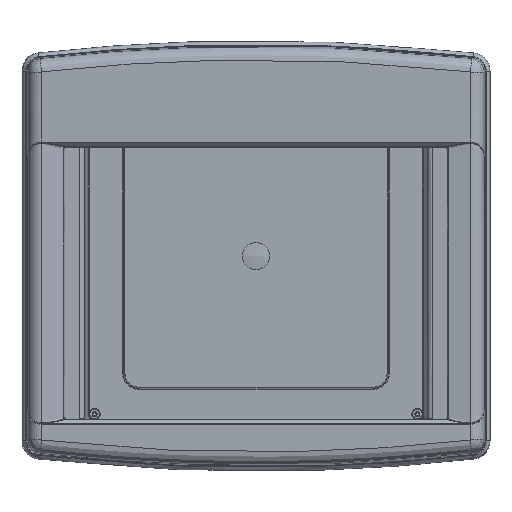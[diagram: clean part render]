
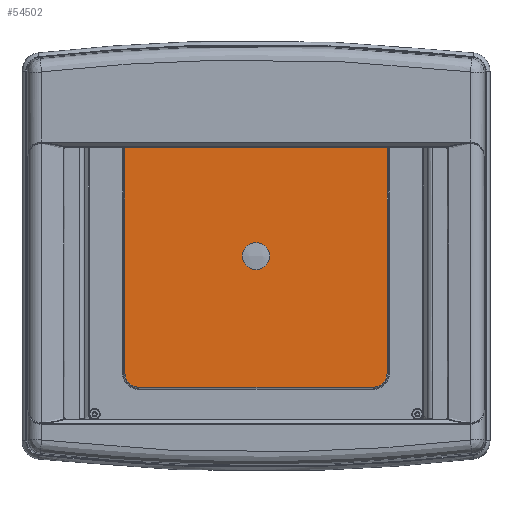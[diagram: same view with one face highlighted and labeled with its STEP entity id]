
A CAD part, top view. The second image highlights one B-rep face of the part: STEP entity #54502.
In plain terms, the highlighted planar face has unit normal (0, 0, 1).
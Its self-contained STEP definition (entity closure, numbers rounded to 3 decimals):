
#218 = AXIS2_PLACEMENT_3D ( 'NONE', #83451, #104655, #125816 ) ;
#1670 = CARTESIAN_POINT ( 'NONE',  ( 69., -77.104, -38. ) ) ;
#2625 = DIRECTION ( 'NONE',  ( 1., 0., 0. ) ) ;
#4491 = AXIS2_PLACEMENT_3D ( 'NONE', #99017, #75126, #128038 ) ;
#4697 = EDGE_CURVE ( 'NONE', #55780, #54961, #103566, .T. ) ;
#5512 = AXIS2_PLACEMENT_3D ( 'NONE', #26241, #69269, #15626 ) ;
#12487 = LINE ( 'NONE', #78045, #106277 ) ;
#15626 = DIRECTION ( 'NONE',  ( -1., 0., 0. ) ) ;
#17287 = CARTESIAN_POINT ( 'NONE',  ( -8., 0., -38. ) ) ;
#18696 = VECTOR ( 'NONE', #77782, 1000. ) ;
#19799 = ORIENTED_EDGE ( 'NONE', *, *, #4697, .F. ) ;
#22330 = LINE ( 'NONE', #88584, #97055 ) ;
#22882 = FACE_OUTER_BOUND ( 'NONE', #103793, .T. ) ;
#24061 = EDGE_CURVE ( 'NONE', #30293, #34618, #67280, .T. ) ;
#26241 = CARTESIAN_POINT ( 'NONE',  ( 0., 0., -38. ) ) ;
#28910 = CARTESIAN_POINT ( 'NONE',  ( 77.104, -69., -38. ) ) ;
#30293 = VERTEX_POINT ( 'NONE', #1670 ) ;
#34171 = CIRCLE ( 'NONE', #38694, 8.104 ) ;
#34618 = VERTEX_POINT ( 'NONE', #52650 ) ;
#38694 = AXIS2_PLACEMENT_3D ( 'NONE', #110515, #54857, #55541 ) ;
#40248 = CARTESIAN_POINT ( 'NONE',  ( 69., -69., -38. ) ) ;
#41006 = ORIENTED_EDGE ( 'NONE', *, *, #67140, .F. ) ;
#43358 = EDGE_CURVE ( 'NONE', #122227, #45198, #22330, .T. ) ;
#45198 = VERTEX_POINT ( 'NONE', #28910 ) ;
#46534 = AXIS2_PLACEMENT_3D ( 'NONE', #40248, #62116, #51541 ) ;
#50483 = VERTEX_POINT ( 'NONE', #17287 ) ;
#51030 = ORIENTED_EDGE ( 'NONE', *, *, #24061, .F. ) ;
#51541 = DIRECTION ( 'NONE',  ( 1., 0., 0. ) ) ;
#52650 = CARTESIAN_POINT ( 'NONE',  ( -69., -77.104, -38. ) ) ;
#53289 = FACE_BOUND ( 'NONE', #59254, .T. ) ;
#54068 = ORIENTED_EDGE ( 'NONE', *, *, #43358, .F. ) ;
#54103 = DIRECTION ( 'NONE',  ( 0., -1., 0. ) ) ;
#54502 = ADVANCED_FACE ( 'NONE', ( #53289, #22882 ), #85677, .T. ) ;
#54857 = DIRECTION ( 'NONE',  ( 0., 0., -1. ) ) ;
#54961 = VERTEX_POINT ( 'NONE', #107270 ) ;
#55541 = DIRECTION ( 'NONE',  ( 1., 0., 0. ) ) ;
#55780 = VERTEX_POINT ( 'NONE', #80633 ) ;
#59254 = EDGE_LOOP ( 'NONE', ( #85756 ) ) ;
#59991 = CIRCLE ( 'NONE', #46534, 8.104 ) ;
#61765 = EDGE_CURVE ( 'NONE', #45198, #30293, #59991, .T. ) ;
#62116 = DIRECTION ( 'NONE',  ( 0., 0., -1. ) ) ;
#65623 = EDGE_CURVE ( 'NONE', #50483, #50483, #113694, .T. ) ;
#66522 = LINE ( 'NONE', #87647, #18696 ) ;
#67140 = EDGE_CURVE ( 'NONE', #34618, #70159, #34171, .T. ) ;
#67280 = LINE ( 'NONE', #132851, #120064 ) ;
#69269 = DIRECTION ( 'NONE',  ( 0., 0., -1. ) ) ;
#70159 = VERTEX_POINT ( 'NONE', #94685 ) ;
#75126 = DIRECTION ( 'NONE',  ( 0., 0., 1. ) ) ;
#75557 = VERTEX_POINT ( 'NONE', #111759 ) ;
#77782 = DIRECTION ( 'NONE',  ( 1., 0., 0. ) ) ;
#78045 = CARTESIAN_POINT ( 'NONE',  ( -77.104, 0., -38. ) ) ;
#80633 = CARTESIAN_POINT ( 'NONE',  ( -77.104, 69., -38. ) ) ;
#83451 = CARTESIAN_POINT ( 'NONE',  ( 69., 69., -38. ) ) ;
#85677 = PLANE ( 'NONE',  #4491 ) ;
#85756 = ORIENTED_EDGE ( 'NONE', *, *, #65623, .T. ) ;
#87647 = CARTESIAN_POINT ( 'NONE',  ( 0., 77.104, -38. ) ) ;
#88584 = CARTESIAN_POINT ( 'NONE',  ( 77.104, 0., -38. ) ) ;
#92353 = CARTESIAN_POINT ( 'NONE',  ( 77.104, 69., -38. ) ) ;
#94685 = CARTESIAN_POINT ( 'NONE',  ( -77.104, -69., -38. ) ) ;
#94848 = ORIENTED_EDGE ( 'NONE', *, *, #105258, .F. ) ;
#97055 = VECTOR ( 'NONE', #54103, 1000. ) ;
#99017 = CARTESIAN_POINT ( 'NONE',  ( -90.174, -90.174, -38. ) ) ;
#99251 = DIRECTION ( 'NONE',  ( 0., 0., -1. ) ) ;
#100527 = ORIENTED_EDGE ( 'NONE', *, *, #107835, .F. ) ;
#103566 = CIRCLE ( 'NONE', #112653, 8.104 ) ;
#103793 = EDGE_LOOP ( 'NONE', ( #54068, #94848, #103945, #19799, #100527, #41006, #51030, #120196 ) ) ;
#103945 = ORIENTED_EDGE ( 'NONE', *, *, #120549, .F. ) ;
#104655 = DIRECTION ( 'NONE',  ( 0., 0., -1. ) ) ;
#105258 = EDGE_CURVE ( 'NONE', #75557, #122227, #112787, .T. ) ;
#106277 = VECTOR ( 'NONE', #119018, 1000. ) ;
#107270 = CARTESIAN_POINT ( 'NONE',  ( -69., 77.104, -38. ) ) ;
#107835 = EDGE_CURVE ( 'NONE', #70159, #55780, #12487, .T. ) ;
#109873 = CARTESIAN_POINT ( 'NONE',  ( -69., 69., -38. ) ) ;
#110306 = DIRECTION ( 'NONE',  ( -1., 0., 0. ) ) ;
#110515 = CARTESIAN_POINT ( 'NONE',  ( -69., -69., -38. ) ) ;
#111759 = CARTESIAN_POINT ( 'NONE',  ( 69., 77.104, -38. ) ) ;
#112653 = AXIS2_PLACEMENT_3D ( 'NONE', #109873, #99251, #2625 ) ;
#112787 = CIRCLE ( 'NONE', #218, 8.104 ) ;
#113694 = CIRCLE ( 'NONE', #5512, 8. ) ;
#119018 = DIRECTION ( 'NONE',  ( 0., 1., 0. ) ) ;
#120064 = VECTOR ( 'NONE', #110306, 1000. ) ;
#120196 = ORIENTED_EDGE ( 'NONE', *, *, #61765, .F. ) ;
#120549 = EDGE_CURVE ( 'NONE', #54961, #75557, #66522, .T. ) ;
#122227 = VERTEX_POINT ( 'NONE', #92353 ) ;
#125816 = DIRECTION ( 'NONE',  ( 1., 0., 0. ) ) ;
#128038 = DIRECTION ( 'NONE',  ( 1., 0., 0. ) ) ;
#132851 = CARTESIAN_POINT ( 'NONE',  ( 0., -77.104, -38. ) ) ;
